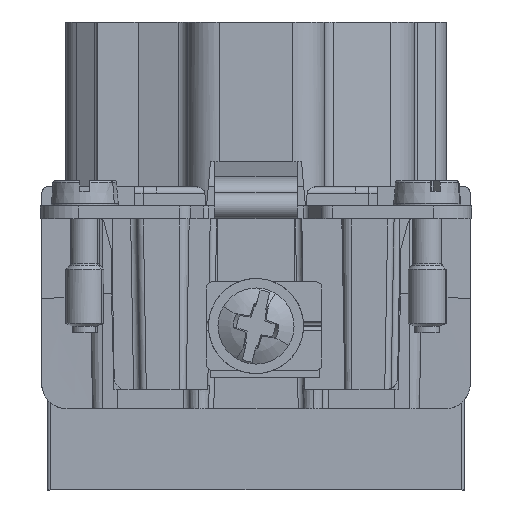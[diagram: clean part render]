
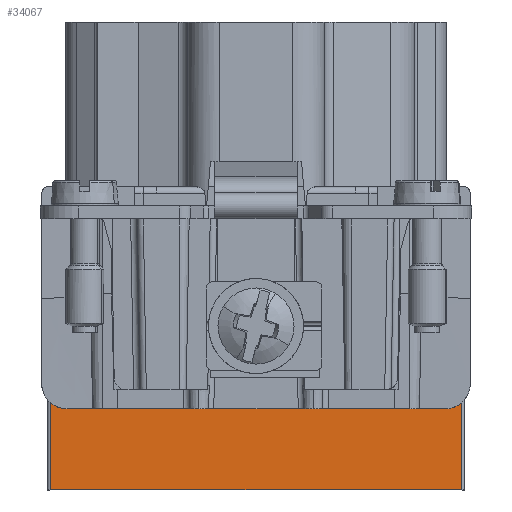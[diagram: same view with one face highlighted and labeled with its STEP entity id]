
A CAD part, front view. The second image highlights one B-rep face of the part: STEP entity #34067.
In plain terms, the highlighted planar face has unit normal (0, -1, 0).
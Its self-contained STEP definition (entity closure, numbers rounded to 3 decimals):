
#27014=AXIS2_PLACEMENT_3D('Circle Axis2P3D',#27012,#27013,$) ;
#27023=AXIS2_PLACEMENT_3D('Circle Axis2P3D',#27021,#27022,$) ;
#27568=AXIS2_PLACEMENT_3D('Plane Axis2P3D',#27565,#27566,#27567) ;
#30261=AXIS2_PLACEMENT_3D('Circle Axis2P3D',#30259,#30260,$) ;
#30268=AXIS2_PLACEMENT_3D('Circle Axis2P3D',#30266,#30267,$) ;
#27012=CARTESIAN_POINT('Axis2P3D Location',(31.9,15.15,8.4)) ;
#27016=CARTESIAN_POINT('Vertex',(31.9,15.15,6.4)) ;
#27018=CARTESIAN_POINT('Vertex',(32.432,15.15,6.472)) ;
#27021=CARTESIAN_POINT('Axis2P3D Location',(31.9,15.15,8.4)) ;
#27025=CARTESIAN_POINT('Vertex',(33.232,15.15,6.908)) ;
#27565=CARTESIAN_POINT('Axis2P3D Location',(17.,15.15,23.9)) ;
#30160=CARTESIAN_POINT('Vertex',(0.768,15.15,6.908)) ;
#30259=CARTESIAN_POINT('Axis2P3D Location',(2.1,15.15,8.4)) ;
#30263=CARTESIAN_POINT('Vertex',(1.568,15.15,6.472)) ;
#30266=CARTESIAN_POINT('Axis2P3D Location',(2.1,15.15,8.4)) ;
#30270=CARTESIAN_POINT('Vertex',(2.1,15.15,6.4)) ;
#34001=CARTESIAN_POINT('Line Origine',(16.94,15.15,0.)) ;
#34005=CARTESIAN_POINT('Vertex',(17.829,15.15,0.)) ;
#34007=CARTESIAN_POINT('Vertex',(16.051,15.15,0.)) ;
#34010=CARTESIAN_POINT('Line Origine',(25.531,15.15,0.)) ;
#34014=CARTESIAN_POINT('Vertex',(33.232,15.15,0.)) ;
#34017=CARTESIAN_POINT('Line Origine',(33.232,15.15,3.454)) ;
#34022=CARTESIAN_POINT('Line Origine',(27.525,15.15,6.4)) ;
#34026=CARTESIAN_POINT('Vertex',(23.15,15.15,6.4)) ;
#34029=CARTESIAN_POINT('Line Origine',(19.8,15.15,6.4)) ;
#34033=CARTESIAN_POINT('Vertex',(16.45,15.15,6.4)) ;
#34036=CARTESIAN_POINT('Line Origine',(9.275,15.15,6.4)) ;
#34041=CARTESIAN_POINT('Line Origine',(0.768,15.15,3.454)) ;
#34045=CARTESIAN_POINT('Vertex',(0.768,15.15,0.)) ;
#34048=CARTESIAN_POINT('Line Origine',(8.409,15.15,0.)) ;
#27013=DIRECTION('Axis2P3D Direction',(0.,1.,0.)) ;
#27022=DIRECTION('Axis2P3D Direction',(0.,1.,0.)) ;
#27566=DIRECTION('Axis2P3D Direction',(0.,1.,0.)) ;
#27567=DIRECTION('Axis2P3D XDirection',(-1.,0.,0.)) ;
#30260=DIRECTION('Axis2P3D Direction',(0.,-1.,0.)) ;
#30267=DIRECTION('Axis2P3D Direction',(0.,-1.,0.)) ;
#34002=DIRECTION('Vector Direction',(1.,0.,0.)) ;
#34011=DIRECTION('Vector Direction',(-1.,0.,0.)) ;
#34018=DIRECTION('Vector Direction',(0.,0.,-1.)) ;
#34023=DIRECTION('Vector Direction',(1.,0.,0.)) ;
#34030=DIRECTION('Vector Direction',(1.,0.,0.)) ;
#34037=DIRECTION('Vector Direction',(1.,0.,0.)) ;
#34042=DIRECTION('Vector Direction',(0.,0.,-1.)) ;
#34049=DIRECTION('Vector Direction',(1.,0.,0.)) ;
#34003=VECTOR('Line Direction',#34002,1.) ;
#34012=VECTOR('Line Direction',#34011,1.) ;
#34019=VECTOR('Line Direction',#34018,1.) ;
#34024=VECTOR('Line Direction',#34023,1.) ;
#34031=VECTOR('Line Direction',#34030,1.) ;
#34038=VECTOR('Line Direction',#34037,1.) ;
#34043=VECTOR('Line Direction',#34042,1.) ;
#34050=VECTOR('Line Direction',#34049,1.) ;
#34054=ORIENTED_EDGE('',*,*,#34009,.F.) ;
#34055=ORIENTED_EDGE('',*,*,#34016,.F.) ;
#34056=ORIENTED_EDGE('',*,*,#34021,.T.) ;
#34057=ORIENTED_EDGE('',*,*,#27027,.F.) ;
#34058=ORIENTED_EDGE('',*,*,#27020,.F.) ;
#34059=ORIENTED_EDGE('',*,*,#34028,.F.) ;
#34060=ORIENTED_EDGE('',*,*,#34035,.F.) ;
#34061=ORIENTED_EDGE('',*,*,#34040,.F.) ;
#34062=ORIENTED_EDGE('',*,*,#30272,.F.) ;
#34063=ORIENTED_EDGE('',*,*,#30265,.F.) ;
#34064=ORIENTED_EDGE('',*,*,#34047,.T.) ;
#34065=ORIENTED_EDGE('',*,*,#34052,.T.) ;
#34067=ADVANCED_FACE('Hauptkoerper',(#34066),#27569,.F.) ;
#27015=CIRCLE('generated circle',#27014,2.) ;
#27024=CIRCLE('generated circle',#27023,2.) ;
#30262=CIRCLE('generated circle',#30261,2.) ;
#30269=CIRCLE('generated circle',#30268,2.) ;
#27020=EDGE_CURVE('',#27017,#27019,#27015,.F.) ;
#27027=EDGE_CURVE('',#27019,#27026,#27024,.F.) ;
#30265=EDGE_CURVE('',#30161,#30264,#30262,.T.) ;
#30272=EDGE_CURVE('',#30264,#30271,#30269,.T.) ;
#34009=EDGE_CURVE('',#34006,#34008,#34004,.F.) ;
#34016=EDGE_CURVE('',#34015,#34006,#34013,.T.) ;
#34021=EDGE_CURVE('',#34015,#27026,#34020,.F.) ;
#34028=EDGE_CURVE('',#34027,#27017,#34025,.T.) ;
#34035=EDGE_CURVE('',#34034,#34027,#34032,.T.) ;
#34040=EDGE_CURVE('',#30271,#34034,#34039,.T.) ;
#34047=EDGE_CURVE('',#30161,#34046,#34044,.T.) ;
#34052=EDGE_CURVE('',#34046,#34008,#34051,.T.) ;
#34053=EDGE_LOOP('',(#34054,#34055,#34056,#34057,#34058,#34059,#34060,#34061,#34062,#34063,#34064,#34065)) ;
#34066=FACE_OUTER_BOUND('',#34053,.T.) ;
#34004=LINE('Line',#34001,#34003) ;
#34013=LINE('Line',#34010,#34012) ;
#34020=LINE('Line',#34017,#34019) ;
#34025=LINE('Line',#34022,#34024) ;
#34032=LINE('Line',#34029,#34031) ;
#34039=LINE('Line',#34036,#34038) ;
#34044=LINE('Line',#34041,#34043) ;
#34051=LINE('Line',#34048,#34050) ;
#27569=PLANE('',#27568) ;
#27017=VERTEX_POINT('',#27016) ;
#27019=VERTEX_POINT('',#27018) ;
#27026=VERTEX_POINT('',#27025) ;
#30161=VERTEX_POINT('',#30160) ;
#30264=VERTEX_POINT('',#30263) ;
#30271=VERTEX_POINT('',#30270) ;
#34006=VERTEX_POINT('',#34005) ;
#34008=VERTEX_POINT('',#34007) ;
#34015=VERTEX_POINT('',#34014) ;
#34027=VERTEX_POINT('',#34026) ;
#34034=VERTEX_POINT('',#34033) ;
#34046=VERTEX_POINT('',#34045) ;
